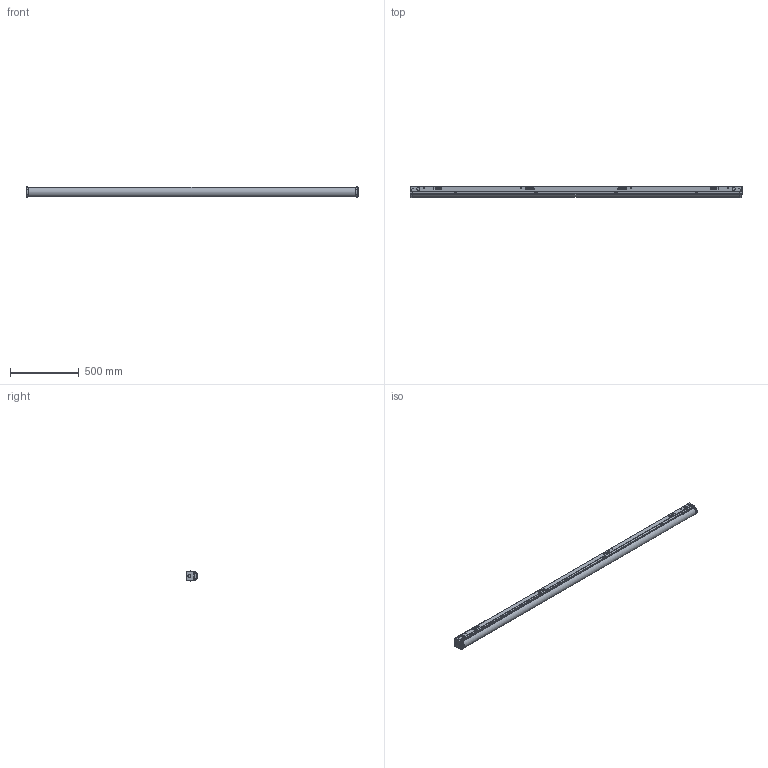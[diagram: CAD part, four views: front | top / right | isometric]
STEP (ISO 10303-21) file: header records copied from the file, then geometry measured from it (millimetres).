
FILE_DESCRIPTION((''),'2;1');
FILE_NAME('214487_ASM','2019-10-28T09:46:07',('pdmadmin'),('BANNER ENGINEERING'),'CREO PARAMETRIC BY PTC INC, 2018300','CREO PARAMETRIC BY PTC INC, 2018300','');
FILE_SCHEMA(('CONFIG_CONTROL_DESIGN'));
Length unit declared in the file: millimetre
Products named in the file (22): 210025_AF1; PEM_STUD_TFH-632-4ZI_AF0; PEM_STUD_TFH-632-4ZI_AF1; PEM_STUD_TFH-632-4ZI_AF2; PEM_STUD_TFH-632-4ZI_AF3; PEM_STUD_TFH-632-4ZI_AF4; PEM_STUD_TFH-632-4ZI_AF5; PEM_STUD_TFH-632-4ZI_AF6; PEM_STUD_TFH-632-4ZI_AF7; PEM_STUD_TFH-632-4ZI_AF8; SP-M5-1-PEM; KBOIE_WLB_BASIC_RIVET; 210025_AF0_ASM; 209973_AF1; PEM_STUD_TFH-632-4ZI_AF9; PEM_STUD_TFH-632-4ZI_AF10; PEM_STUD_TFH-632-4ZI_AF11; 209973_AF0_ASM; 211453_AF0; 208863_AF0; 208863_AF1; 214487_ASM
Assembly tree (31 placements, depth 3):
  214487_ASM
    210025_AF0_ASM
      210025_AF1
      PEM_STUD_TFH-632-4ZI_AF0
      PEM_STUD_TFH-632-4ZI_AF1
      PEM_STUD_TFH-632-4ZI_AF2
      PEM_STUD_TFH-632-4ZI_AF3
      PEM_STUD_TFH-632-4ZI_AF4
      PEM_STUD_TFH-632-4ZI_AF5
      PEM_STUD_TFH-632-4ZI_AF6
      PEM_STUD_TFH-632-4ZI_AF7
      PEM_STUD_TFH-632-4ZI_AF8
      SP-M5-1-PEM  x8
      KBOIE_WLB_BASIC_RIVET  x4
    209973_AF0_ASM
      209973_AF1
      PEM_STUD_TFH-632-4ZI_AF9
      PEM_STUD_TFH-632-4ZI_AF10
      PEM_STUD_TFH-632-4ZI_AF11
    211453_AF0
    208863_AF0
    208863_AF1
Bounding box: 2413.7 x 82.2 x 73.5 mm (x, y, z)
Volume: 816233.2 mm3; surface area: 1503323.9 mm2
Topology: 27 solids, 27 shells, 2321 faces, 5778 edges, 3613 vertices
Faces by surface type: plane 997, cylinder 772, torus 250, cone 234, bspline 60, sphere 8
Entity records: 51687 total; most frequent: CARTESIAN_POINT 11945, DIRECTION 8620, ORIENTED_EDGE 8000, EDGE_CURVE 4000, AXIS2_PLACEMENT_3D 3299, VERTEX_POINT 2466, VECTOR 2022, LINE 2022
